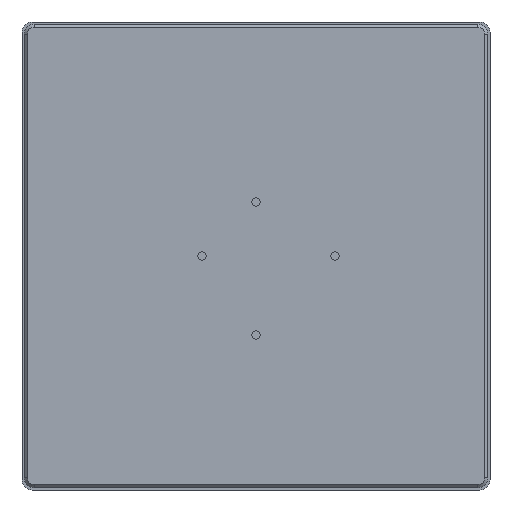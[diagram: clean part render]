
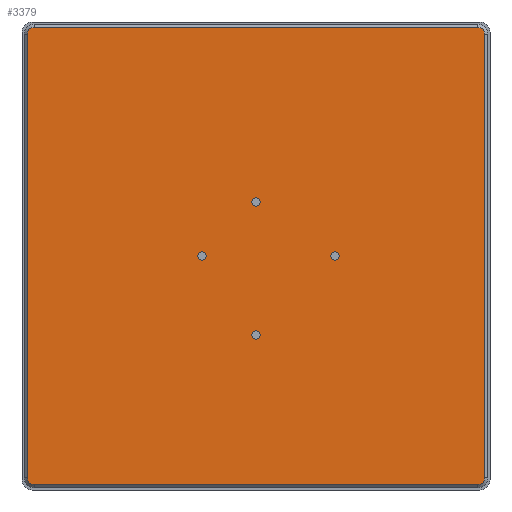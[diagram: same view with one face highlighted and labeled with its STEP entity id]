
A CAD part, front view. The second image highlights one B-rep face of the part: STEP entity #3379.
In plain terms, the highlighted planar face has unit normal (0, -1, 0).
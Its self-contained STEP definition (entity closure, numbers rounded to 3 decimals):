
#3 = CARTESIAN_POINT ( 'NONE',  ( -22., -5., -21.3 ) ) ;
#225 = AXIS2_PLACEMENT_3D ( 'NONE', #15492, #16902, #12792 ) ;
#248 = VERTEX_POINT ( 'NONE', #2170 ) ;
#373 = ORIENTED_EDGE ( 'NONE', *, *, #3706, .F. ) ;
#405 = CARTESIAN_POINT ( 'NONE',  ( 7.6, -5., -0.4 ) ) ;
#535 = EDGE_CURVE ( 'NONE', #9229, #1476, #9627, .T. ) ;
#693 = CARTESIAN_POINT ( 'NONE',  ( -5.2, -5., -0.4 ) ) ;
#770 = CARTESIAN_POINT ( 'NONE',  ( -5.2, -5., 0. ) ) ;
#1134 = ORIENTED_EDGE ( 'NONE', *, *, #9604, .T. ) ;
#1371 = DIRECTION ( 'NONE',  ( 0., 0., -1. ) ) ;
#1471 = AXIS2_PLACEMENT_3D ( 'NONE', #8595, #7617, #13080 ) ;
#1476 = VERTEX_POINT ( 'NONE', #17366 ) ;
#1516 = DIRECTION ( 'NONE',  ( 0., 0., -1. ) ) ;
#1624 = EDGE_CURVE ( 'NONE', #13789, #2110, #12957, .T. ) ;
#1671 = EDGE_CURVE ( 'NONE', #2110, #13789, #12091, .T. ) ;
#1683 = VERTEX_POINT ( 'NONE', #693 ) ;
#1719 = DIRECTION ( 'NONE',  ( 0., -1., 0. ) ) ;
#1966 = VERTEX_POINT ( 'NONE', #7073 ) ;
#2030 = DIRECTION ( 'NONE',  ( 0., -1., 0. ) ) ;
#2110 = VERTEX_POINT ( 'NONE', #405 ) ;
#2123 = AXIS2_PLACEMENT_3D ( 'NONE', #770, #2030, #10304 ) ;
#2170 = CARTESIAN_POINT ( 'NONE',  ( 0., -5., 5.6 ) ) ;
#2219 = VECTOR ( 'NONE', #14977, 1000. ) ;
#2392 = FACE_OUTER_BOUND ( 'NONE', #10474, .T. ) ;
#2830 = CIRCLE ( 'NONE', #9726, 0.4 ) ;
#3035 = VERTEX_POINT ( 'NONE', #10142 ) ;
#3086 = CIRCLE ( 'NONE', #225, 0.7 ) ;
#3379 = ADVANCED_FACE ( 'NONE', ( #5262, #10658, #9239, #14702, #2392 ), #12308, .T. ) ;
#3635 = VERTEX_POINT ( 'NONE', #4283 ) ;
#3706 = EDGE_CURVE ( 'NONE', #3035, #13560, #17475, .T. ) ;
#3708 = DIRECTION ( 'NONE',  ( 0., -1., 0. ) ) ;
#3731 = ORIENTED_EDGE ( 'NONE', *, *, #16645, .T. ) ;
#3925 = ORIENTED_EDGE ( 'NONE', *, *, #17362, .T. ) ;
#4083 = ORIENTED_EDGE ( 'NONE', *, *, #1624, .F. ) ;
#4206 = CARTESIAN_POINT ( 'NONE',  ( 7.6, -5., 0. ) ) ;
#4283 = CARTESIAN_POINT ( 'NONE',  ( -21.3, -5., 22. ) ) ;
#4350 = ORIENTED_EDGE ( 'NONE', *, *, #14457, .T. ) ;
#4432 = CIRCLE ( 'NONE', #2123, 0.4 ) ;
#4636 = CARTESIAN_POINT ( 'NONE',  ( -21.3, -5., -22. ) ) ;
#4749 = DIRECTION ( 'NONE',  ( 0., 0., -1. ) ) ;
#4839 = CARTESIAN_POINT ( 'NONE',  ( 7.6, -5., 0. ) ) ;
#4885 = CARTESIAN_POINT ( 'NONE',  ( -5.2, -5., 0.4 ) ) ;
#5020 = VERTEX_POINT ( 'NONE', #12219 ) ;
#5259 = CARTESIAN_POINT ( 'NONE',  ( -22., -5., 21.3 ) ) ;
#5262 = FACE_BOUND ( 'NONE', #11970, .T. ) ;
#5761 = CARTESIAN_POINT ( 'NONE',  ( 0., -5., -7.6 ) ) ;
#5782 = AXIS2_PLACEMENT_3D ( 'NONE', #4206, #13827, #1516 ) ;
#5957 = EDGE_LOOP ( 'NONE', ( #16875, #16043 ) ) ;
#6114 = DIRECTION ( 'NONE',  ( 0., 0., -1. ) ) ;
#6425 = EDGE_LOOP ( 'NONE', ( #16637, #9705 ) ) ;
#6629 = AXIS2_PLACEMENT_3D ( 'NONE', #11601, #17061, #8741 ) ;
#6752 = DIRECTION ( 'NONE',  ( 0., -1., 0. ) ) ;
#7073 = CARTESIAN_POINT ( 'NONE',  ( 22., -5., 21.3 ) ) ;
#7146 = CARTESIAN_POINT ( 'NONE',  ( 0., -5., -8. ) ) ;
#7230 = CARTESIAN_POINT ( 'NONE',  ( -21.3, -5., 21.3 ) ) ;
#7267 = AXIS2_PLACEMENT_3D ( 'NONE', #4839, #10405, #4749 ) ;
#7617 = DIRECTION ( 'NONE',  ( 0., -1., 0. ) ) ;
#7748 = DIRECTION ( 'NONE',  ( 0., -1., 0. ) ) ;
#7895 = EDGE_CURVE ( 'NONE', #13560, #3035, #12030, .T. ) ;
#8287 = CARTESIAN_POINT ( 'NONE',  ( 22., -5., 21.3 ) ) ;
#8411 = EDGE_CURVE ( 'NONE', #11945, #1966, #16619, .T. ) ;
#8595 = CARTESIAN_POINT ( 'NONE',  ( 0., -5., -7.6 ) ) ;
#8627 = CARTESIAN_POINT ( 'NONE',  ( -21.3, -5., -21.3 ) ) ;
#8708 = CARTESIAN_POINT ( 'NONE',  ( 0., -5., 4.8 ) ) ;
#8741 = DIRECTION ( 'NONE',  ( 0., 0., -1. ) ) ;
#9155 = DIRECTION ( 'NONE',  ( -1., 0., 0. ) ) ;
#9205 = DIRECTION ( 'NONE',  ( 0., 0., -1. ) ) ;
#9228 = EDGE_CURVE ( 'NONE', #13831, #248, #14362, .T. ) ;
#9229 = VERTEX_POINT ( 'NONE', #4636 ) ;
#9239 = FACE_BOUND ( 'NONE', #6425, .T. ) ;
#9604 = EDGE_CURVE ( 'NONE', #5020, #9229, #11205, .T. ) ;
#9627 = LINE ( 'NONE', #10794, #16889 ) ;
#9682 = CARTESIAN_POINT ( 'NONE',  ( 21.3, -5., 21.3 ) ) ;
#9705 = ORIENTED_EDGE ( 'NONE', *, *, #9228, .F. ) ;
#9726 = AXIS2_PLACEMENT_3D ( 'NONE', #11657, #7748, #17118 ) ;
#9971 = DIRECTION ( 'NONE',  ( 0., 0., -1. ) ) ;
#10136 = ORIENTED_EDGE ( 'NONE', *, *, #16963, .T. ) ;
#10142 = CARTESIAN_POINT ( 'NONE',  ( 0., -5., -7.2 ) ) ;
#10297 = VERTEX_POINT ( 'NONE', #4885 ) ;
#10304 = DIRECTION ( 'NONE',  ( 0., 0., -1. ) ) ;
#10342 = AXIS2_PLACEMENT_3D ( 'NONE', #5761, #12770, #6114 ) ;
#10362 = AXIS2_PLACEMENT_3D ( 'NONE', #10965, #3708, #9205 ) ;
#10364 = AXIS2_PLACEMENT_3D ( 'NONE', #8627, #1719, #9971 ) ;
#10405 = DIRECTION ( 'NONE',  ( 0., -1., 0. ) ) ;
#10415 = EDGE_CURVE ( 'NONE', #248, #13831, #2830, .T. ) ;
#10436 = DIRECTION ( 'NONE',  ( 0., 0., -1. ) ) ;
#10474 = EDGE_LOOP ( 'NONE', ( #10834, #1134, #11740, #4350, #12676, #3925, #3731, #10136 ) ) ;
#10549 = AXIS2_PLACEMENT_3D ( 'NONE', #11833, #6752, #10436 ) ;
#10658 = FACE_BOUND ( 'NONE', #12284, .T. ) ;
#10794 = CARTESIAN_POINT ( 'NONE',  ( 21.3, -5., -22. ) ) ;
#10816 = CIRCLE ( 'NONE', #10549, 0.4 ) ;
#10834 = ORIENTED_EDGE ( 'NONE', *, *, #11361, .T. ) ;
#10965 = CARTESIAN_POINT ( 'NONE',  ( 0., -5., 0. ) ) ;
#11073 = CIRCLE ( 'NONE', #11934, 0.7 ) ;
#11079 = VERTEX_POINT ( 'NONE', #12040 ) ;
#11205 = CIRCLE ( 'NONE', #10364, 0.7 ) ;
#11361 = EDGE_CURVE ( 'NONE', #12399, #5020, #16226, .T. ) ;
#11601 = CARTESIAN_POINT ( 'NONE',  ( 0., -5., 5.2 ) ) ;
#11657 = CARTESIAN_POINT ( 'NONE',  ( 0., -5., 5.2 ) ) ;
#11701 = EDGE_CURVE ( 'NONE', #10297, #1683, #4432, .T. ) ;
#11740 = ORIENTED_EDGE ( 'NONE', *, *, #535, .T. ) ;
#11833 = CARTESIAN_POINT ( 'NONE',  ( -5.2, -5., 0. ) ) ;
#11934 = AXIS2_PLACEMENT_3D ( 'NONE', #7230, #13853, #1371 ) ;
#11945 = VERTEX_POINT ( 'NONE', #12287 ) ;
#11970 = EDGE_LOOP ( 'NONE', ( #4083, #15139 ) ) ;
#12030 = CIRCLE ( 'NONE', #10342, 0.4 ) ;
#12040 = CARTESIAN_POINT ( 'NONE',  ( 21.3, -5., 22. ) ) ;
#12091 = CIRCLE ( 'NONE', #7267, 0.4 ) ;
#12219 = CARTESIAN_POINT ( 'NONE',  ( -22., -5., -21.3 ) ) ;
#12284 = EDGE_LOOP ( 'NONE', ( #373, #15532 ) ) ;
#12287 = CARTESIAN_POINT ( 'NONE',  ( 22., -5., -21.3 ) ) ;
#12308 = PLANE ( 'NONE',  #10362 ) ;
#12399 = VERTEX_POINT ( 'NONE', #5259 ) ;
#12402 = DIRECTION ( 'NONE',  ( 1., 0., 0. ) ) ;
#12676 = ORIENTED_EDGE ( 'NONE', *, *, #8411, .T. ) ;
#12770 = DIRECTION ( 'NONE',  ( 0., -1., 0. ) ) ;
#12792 = DIRECTION ( 'NONE',  ( 0., 0., -1. ) ) ;
#12957 = CIRCLE ( 'NONE', #5782, 0.4 ) ;
#13080 = DIRECTION ( 'NONE',  ( 0., 0., -1. ) ) ;
#13560 = VERTEX_POINT ( 'NONE', #7146 ) ;
#13769 = VECTOR ( 'NONE', #14934, 1000. ) ;
#13789 = VERTEX_POINT ( 'NONE', #14737 ) ;
#13827 = DIRECTION ( 'NONE',  ( 0., -1., 0. ) ) ;
#13831 = VERTEX_POINT ( 'NONE', #8708 ) ;
#13853 = DIRECTION ( 'NONE',  ( 0., -1., 0. ) ) ;
#14362 = CIRCLE ( 'NONE', #6629, 0.4 ) ;
#14457 = EDGE_CURVE ( 'NONE', #1476, #11945, #3086, .T. ) ;
#14702 = FACE_BOUND ( 'NONE', #5957, .T. ) ;
#14737 = CARTESIAN_POINT ( 'NONE',  ( 7.6, -5., 0.4 ) ) ;
#14934 = DIRECTION ( 'NONE',  ( 0., 0., 1. ) ) ;
#14977 = DIRECTION ( 'NONE',  ( 0., 0., -1. ) ) ;
#15139 = ORIENTED_EDGE ( 'NONE', *, *, #1671, .F. ) ;
#15155 = DIRECTION ( 'NONE',  ( 0., 0., -1. ) ) ;
#15346 = DIRECTION ( 'NONE',  ( 0., -1., 0. ) ) ;
#15492 = CARTESIAN_POINT ( 'NONE',  ( 21.3, -5., -21.3 ) ) ;
#15532 = ORIENTED_EDGE ( 'NONE', *, *, #7895, .F. ) ;
#15679 = AXIS2_PLACEMENT_3D ( 'NONE', #9682, #15346, #15155 ) ;
#15948 = CARTESIAN_POINT ( 'NONE',  ( -21.3, -5., 22. ) ) ;
#16043 = ORIENTED_EDGE ( 'NONE', *, *, #17247, .F. ) ;
#16220 = VECTOR ( 'NONE', #9155, 1000. ) ;
#16226 = LINE ( 'NONE', #3, #2219 ) ;
#16619 = LINE ( 'NONE', #8287, #13769 ) ;
#16637 = ORIENTED_EDGE ( 'NONE', *, *, #10415, .F. ) ;
#16645 = EDGE_CURVE ( 'NONE', #11079, #3635, #17257, .T. ) ;
#16875 = ORIENTED_EDGE ( 'NONE', *, *, #11701, .F. ) ;
#16889 = VECTOR ( 'NONE', #12402, 1000. ) ;
#16902 = DIRECTION ( 'NONE',  ( 0., -1., 0. ) ) ;
#16963 = EDGE_CURVE ( 'NONE', #3635, #12399, #11073, .T. ) ;
#17061 = DIRECTION ( 'NONE',  ( 0., -1., 0. ) ) ;
#17098 = CIRCLE ( 'NONE', #15679, 0.7 ) ;
#17118 = DIRECTION ( 'NONE',  ( 0., 0., -1. ) ) ;
#17247 = EDGE_CURVE ( 'NONE', #1683, #10297, #10816, .T. ) ;
#17257 = LINE ( 'NONE', #15948, #16220 ) ;
#17362 = EDGE_CURVE ( 'NONE', #1966, #11079, #17098, .T. ) ;
#17366 = CARTESIAN_POINT ( 'NONE',  ( 21.3, -5., -22. ) ) ;
#17475 = CIRCLE ( 'NONE', #1471, 0.4 ) ;
